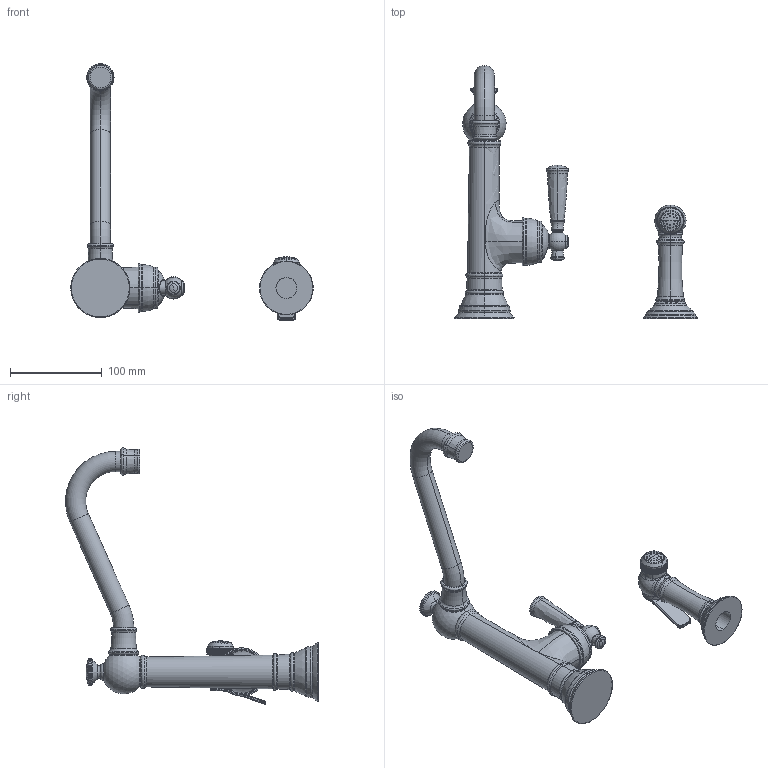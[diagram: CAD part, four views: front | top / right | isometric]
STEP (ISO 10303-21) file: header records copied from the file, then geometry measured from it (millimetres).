
FILE_DESCRIPTION((''),'2;1');
FILE_NAME('2470-5313_ASM','2021-01-20T11:29:42',('rsmith'),(''),'CREO PARAMETRIC BY PTC INC, 2018400','CREO PARAMETRIC BY PTC INC, 2018400','');
FILE_SCHEMA(('AUTOMOTIVE_DESIGN { 1 0 10303 214 1 1 1 1 }'));
Length unit declared in the file: inch
Products named in the file (42): 11923; 2-783_ASM; 12020; 2-788_ASM; 12835; 12846; 11803; 92005; 11804; 20-314_ASM; 11802; 91049; 2-778_ASM; 91353; 11853; 11837; 2-786_ASM; 11855; 11719_AF0; 91543_AF0; 2-800_AF0_ASM; 11720_AF0; 11721_AF0; 91224_AF0; 10805_AF0; 10804_AF0; 13373_AF0; 91017_AF0; 13374_AF0; 91021_AF0; 91114_AF0; 92080_AF0; 92079_AF0; 11830_AF0; 2-735_AF0_ASM; 91791_AF0; 13377_AF0; 2-708_AF0_ASM; 2470-5703_ASM; 11852 ...
Assembly tree (41 placements, depth 5):
  2470-5313_ASM
    2-783_ASM
      11923
    2-788_ASM
      12020
    12835
    20-314_ASM
      12846
      11803
      92005
      11804
    2-778_ASM
      11802
      91049
    91353
    2-786_ASM
      11853
      11837
    11855
    2470-5703_ASM
      2-800_AF0_ASM
        11719_AF0
        91543_AF0
      11720_AF0
      2-708_AF0_ASM
        11721_AF0
        91224_AF0
        10805_AF0
        10804_AF0
        13373_AF0
        91017_AF0
        13374_AF0
        91021_AF0
        91114_AF0
        2-735_AF0_ASM
          92080_AF0
          92079_AF0
          11830_AF0
        91791_AF0
        13377_AF0
    2-746_ASM
      11852
Bounding box: 264.98 x 276.18 x 280.19 mm (x, y, z)
Volume: 484455.7 mm3; surface area: 148376.2 mm2
Topology: 24 solids, 24 shells, 1266 faces, 3286 edges, 2063 vertices
Faces by surface type: cylinder 380, plane 340, bspline 260, torus 176, cone 74, sphere 20, revolution 16
Entity records: 92432 total; most frequent: CARTESIAN_POINT 49845, ORIENTED_EDGE 6536, DIRECTION 5501, PRESENTATION_STYLE_ASSIGNMENT 3498, STYLED_ITEM 3498, CURVE_STYLE 3268, EDGE_CURVE 3268, AXIS2_PLACEMENT_3D 2162
